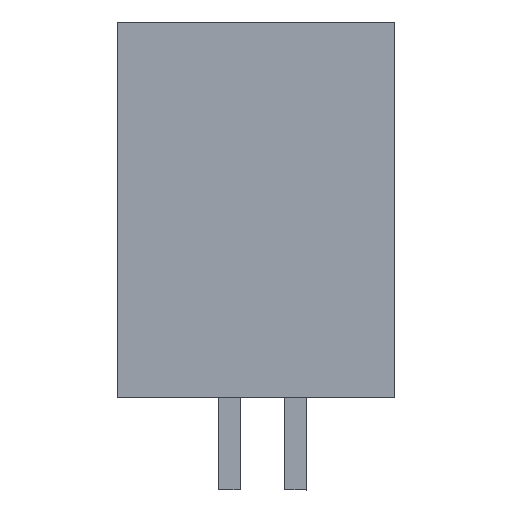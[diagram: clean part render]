
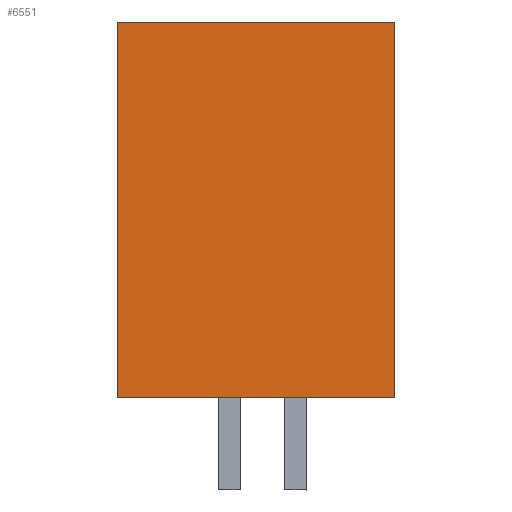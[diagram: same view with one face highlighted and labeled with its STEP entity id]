
A CAD part, left-side view. The second image highlights one B-rep face of the part: STEP entity #6551.
In plain terms, the highlighted planar face has unit normal (-1, 0, 0).
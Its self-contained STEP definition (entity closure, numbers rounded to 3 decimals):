
#6531=AXIS2_PLACEMENT_3D('Plane Axis2P3D',#6528,#6529,#6530) ;
#1192=CARTESIAN_POINT('Vertex',(0.,0.,3.5)) ;
#1195=CARTESIAN_POINT('Line Origine',(0.,5.25,3.5)) ;
#1199=CARTESIAN_POINT('Vertex',(0.,10.5,3.5)) ;
#2520=CARTESIAN_POINT('Line Origine',(0.,0.,10.6)) ;
#2524=CARTESIAN_POINT('Vertex',(0.,0.,17.7)) ;
#6528=CARTESIAN_POINT('Axis2P3D Location',(0.,10.5,0.)) ;
#6533=CARTESIAN_POINT('Line Origine',(0.,10.5,10.6)) ;
#6537=CARTESIAN_POINT('Vertex',(0.,10.5,17.7)) ;
#6540=CARTESIAN_POINT('Line Origine',(0.,5.25,17.7)) ;
#1196=DIRECTION('Vector Direction',(0.,-1.,0.)) ;
#2521=DIRECTION('Vector Direction',(0.,0.,1.)) ;
#6529=DIRECTION('Axis2P3D Direction',(-1.,0.,0.)) ;
#6530=DIRECTION('Axis2P3D XDirection',(0.,-1.,0.)) ;
#6534=DIRECTION('Vector Direction',(0.,0.,1.)) ;
#6541=DIRECTION('Vector Direction',(0.,-1.,0.)) ;
#1197=VECTOR('Line Direction',#1196,1.) ;
#2522=VECTOR('Line Direction',#2521,1.) ;
#6535=VECTOR('Line Direction',#6534,1.) ;
#6542=VECTOR('Line Direction',#6541,1.) ;
#6546=ORIENTED_EDGE('',*,*,#6539,.T.) ;
#6547=ORIENTED_EDGE('',*,*,#1201,.T.) ;
#6548=ORIENTED_EDGE('',*,*,#2526,.T.) ;
#6549=ORIENTED_EDGE('',*,*,#6544,.T.) ;
#6551=ADVANCED_FACE('HOUSING',(#6550),#6532,.T.) ;
#1201=EDGE_CURVE('',#1200,#1193,#1198,.T.) ;
#2526=EDGE_CURVE('',#1193,#2525,#2523,.T.) ;
#6539=EDGE_CURVE('',#6538,#1200,#6536,.F.) ;
#6544=EDGE_CURVE('',#2525,#6538,#6543,.F.) ;
#6545=EDGE_LOOP('',(#6546,#6547,#6548,#6549)) ;
#6550=FACE_OUTER_BOUND('',#6545,.T.) ;
#1198=LINE('Line',#1195,#1197) ;
#2523=LINE('Line',#2520,#2522) ;
#6536=LINE('Line',#6533,#6535) ;
#6543=LINE('Line',#6540,#6542) ;
#6532=PLANE('',#6531) ;
#1193=VERTEX_POINT('',#1192) ;
#1200=VERTEX_POINT('',#1199) ;
#2525=VERTEX_POINT('',#2524) ;
#6538=VERTEX_POINT('',#6537) ;
